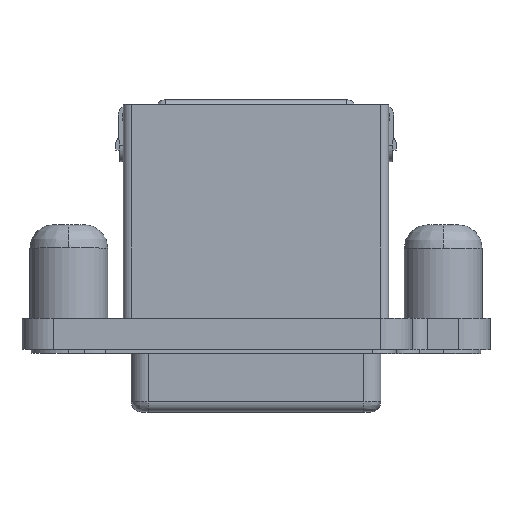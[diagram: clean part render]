
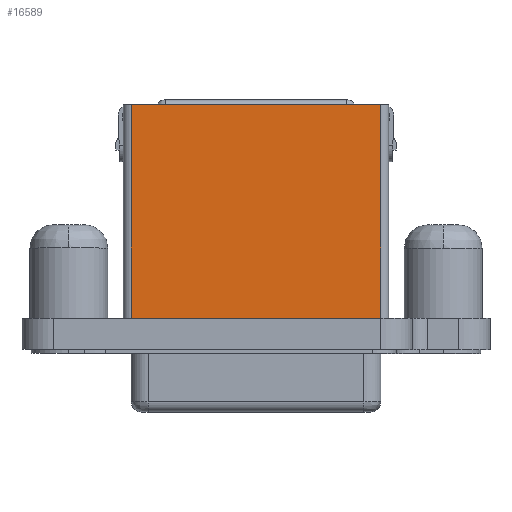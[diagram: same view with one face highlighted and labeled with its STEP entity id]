
A CAD part, top view. The second image highlights one B-rep face of the part: STEP entity #16589.
In plain terms, the highlighted planar face has unit normal (0, 0, 1).
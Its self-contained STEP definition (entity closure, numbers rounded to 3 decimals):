
#1534=FACE_OUTER_BOUND('',#2431,.T.);
#2431=EDGE_LOOP('',(#14461,#14462,#14463,#14464));
#4491=LINE('',#30174,#6038);
#4492=LINE('',#30180,#6039);
#4493=LINE('',#30184,#6040);
#4494=LINE('',#30186,#6041);
#6038=VECTOR('',#22309,13.7);
#6039=VECTOR('',#22318,16.);
#6040=VECTOR('',#22323,13.7);
#6041=VECTOR('',#22326,16.);
#7546=VERTEX_POINT('',#30172);
#7547=VERTEX_POINT('',#30173);
#7548=VERTEX_POINT('',#30178);
#7549=VERTEX_POINT('',#30182);
#9847=EDGE_CURVE('',#7546,#7547,#4491,.T.);
#9851=EDGE_CURVE('',#7546,#7548,#4492,.T.);
#9853=EDGE_CURVE('',#7549,#7548,#4493,.T.);
#9854=EDGE_CURVE('',#7547,#7549,#4494,.T.);
#14461=ORIENTED_EDGE('',*,*,#9853,.F.);
#14462=ORIENTED_EDGE('',*,*,#9854,.F.);
#14463=ORIENTED_EDGE('',*,*,#9847,.F.);
#14464=ORIENTED_EDGE('',*,*,#9851,.T.);
#14918=PLANE('',#18001);
#16589=ADVANCED_FACE('',(#1534),#14918,.T.);
#18001=AXIS2_PLACEMENT_3D('',#30187,#22327,#22328);
#22309=DIRECTION('',(0.,1.,0.));
#22318=DIRECTION('',(1.,0.,0.));
#22323=DIRECTION('',(0.,-1.,0.));
#22326=DIRECTION('',(1.,0.,0.));
#22327=DIRECTION('center_axis',(0.,0.,1.));
#22328=DIRECTION('ref_axis',(1.,0.,0.));
#30172=CARTESIAN_POINT('',(-8.,1.5,0.));
#30173=CARTESIAN_POINT('',(-8.,15.2,0.));
#30174=CARTESIAN_POINT('',(-8.,1.5,0.));
#30178=CARTESIAN_POINT('',(8.,1.5,0.));
#30180=CARTESIAN_POINT('',(-8.,1.5,0.));
#30182=CARTESIAN_POINT('',(8.,15.2,0.));
#30184=CARTESIAN_POINT('',(8.,15.2,0.));
#30186=CARTESIAN_POINT('',(-8.,15.2,0.));
#30187=CARTESIAN_POINT('Origin',(0.,1.5,0.));
